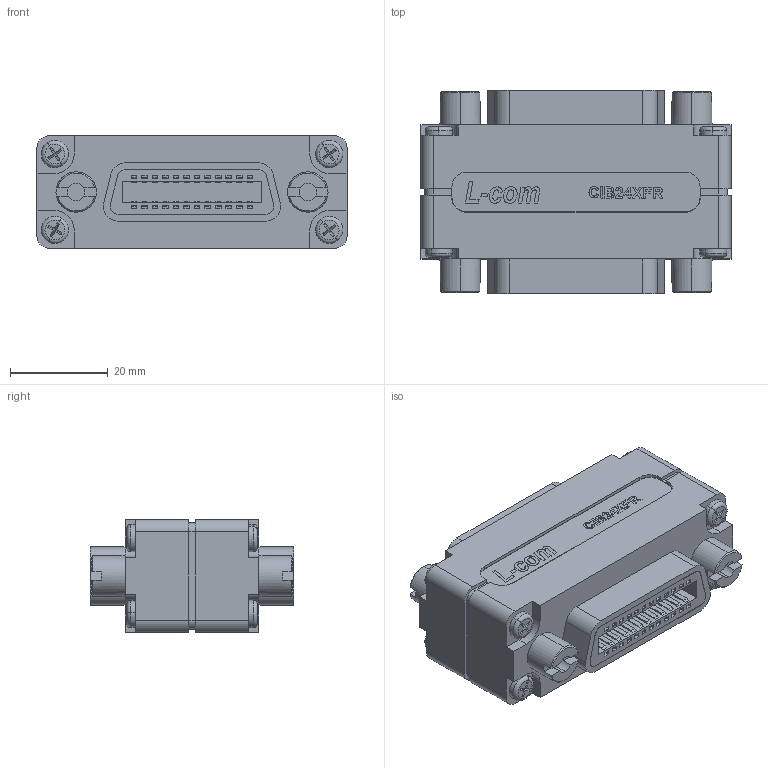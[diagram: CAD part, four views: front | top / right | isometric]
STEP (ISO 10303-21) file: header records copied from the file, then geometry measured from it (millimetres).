
FILE_DESCRIPTION (( 'STEP AP203' ), '1' );
FILE_NAME ('CIB24XFR.STEP', '2006-06-23T18:22:20', ( 'lcom' ), ( 'lcom' ), 'SwSTEP 2.0', 'SolidWorks 2006004', '' );
FILE_SCHEMA (( 'CONFIG_CONTROL_DESIGN' ));
Length unit declared in the file: inch
Products named in the file (6): CIB24XFR-MA1; CIB24XFR; 3AB05-017-MA1; 3AB05-007; 3AA01-003_3AA01-003-375; 3AA06-006
Assembly tree (17 placements, depth 2):
  CIB24XFR
    CIB24XFR-MA1  x2
    3AA01-003_3AA01-003-375  x8
    3AA06-006  x4
    3AB05-007  x2
    3AB05-017-MA1
Bounding box: 63.5 x 41.66 x 23.11 mm (x, y, z)
Volume: 43849.6 mm3; surface area: 18584.3 mm2
Topology: 17 solids, 17 shells, 1459 faces, 3723 edges, 2450 vertices
Faces by surface type: plane 1121, bspline 136, cylinder 112, cone 74, torus 16
Entity records: 27436 total; most frequent: CARTESIAN_POINT 9588, ORIENTED_EDGE 3644, DIRECTION 3116, EDGE_CURVE 1822, VECTOR 1526, LINE 1526, VERTEX_POINT 1207, AXIS2_PLACEMENT_3D 795
